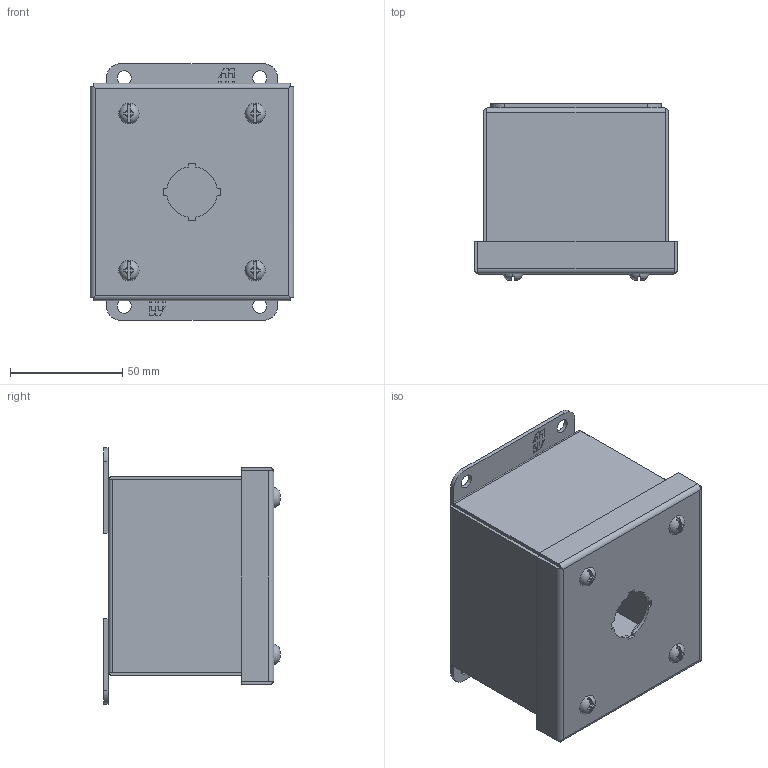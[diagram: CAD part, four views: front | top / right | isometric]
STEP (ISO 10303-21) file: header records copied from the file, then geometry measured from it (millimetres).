
FILE_DESCRIPTION (( 'STEP AP203' ), '1' );
FILE_NAME ('1435MSSA_Default.step', '2019-11-08T18:26:24', ( '' ), ( '' ), 'SwSTEP 2.0', 'SolidWorks 2019', '' );
FILE_SCHEMA (( 'CONFIG_CONTROL_DESIGN' ));
Length unit declared in the file: inch
Products named in the file (1): 1435MSSA_Default
Bounding box: 90.47 x 78.46 x 114.3 mm (x, y, z)
Volume: 101675.7 mm3; surface area: 123698.8 mm2
Topology: 19 solids, 19 shells, 461 faces, 1140 edges, 729 vertices
Faces by surface type: plane 295, cylinder 136, cone 14, torus 8, bspline 8
Entity records: 14017 total; most frequent: CARTESIAN_POINT 2915, ORIENTED_EDGE 2276, DIRECTION 2266, EDGE_CURVE 1138, AXIS2_PLACEMENT_3D 770, VERTEX_POINT 729, LINE 726, VECTOR 726
